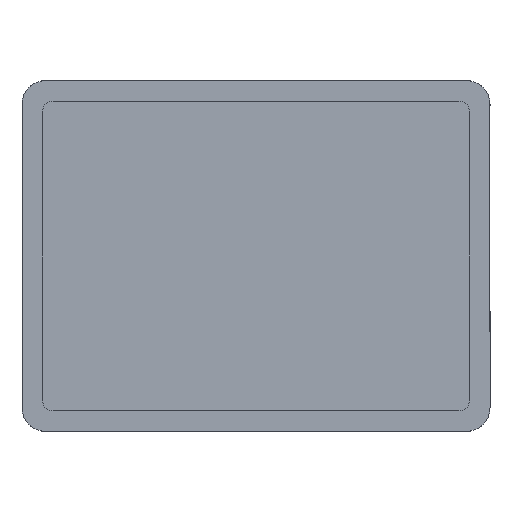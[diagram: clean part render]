
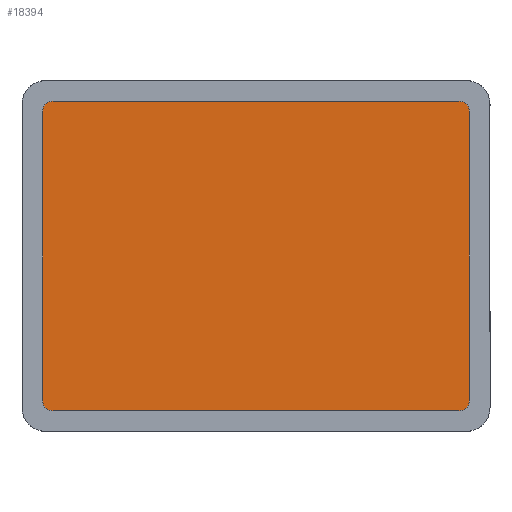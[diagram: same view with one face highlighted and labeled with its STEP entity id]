
A CAD part, front view. The second image highlights one B-rep face of the part: STEP entity #18394.
In plain terms, the highlighted planar face has unit normal (0, -1, 0).
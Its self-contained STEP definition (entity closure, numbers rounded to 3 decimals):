
#45 = DIRECTION ( 'NONE',  ( 0., 0., 1. ) ) ;
#270 = EDGE_CURVE ( 'NONE', #17851, #11266, #10140, .T. ) ;
#839 = ORIENTED_EDGE ( 'NONE', *, *, #18489, .F. ) ;
#914 = ORIENTED_EDGE ( 'NONE', *, *, #8720, .F. ) ;
#917 = VERTEX_POINT ( 'NONE', #14526 ) ;
#1307 = EDGE_CURVE ( 'NONE', #10275, #14886, #10178, .T. ) ;
#1427 = AXIS2_PLACEMENT_3D ( 'NONE', #16129, #2010, #12871 ) ;
#1688 = CARTESIAN_POINT ( 'NONE',  ( -182., 0., 123. ) ) ;
#1855 = CARTESIAN_POINT ( 'NONE',  ( -182., 0., -123. ) ) ;
#2010 = DIRECTION ( 'NONE',  ( 0., 1., 0. ) ) ;
#3194 = VECTOR ( 'NONE', #18650, 1000. ) ;
#3411 = VECTOR ( 'NONE', #3828, 1000. ) ;
#3445 = DIRECTION ( 'NONE',  ( 0., 1., 0. ) ) ;
#3711 = CARTESIAN_POINT ( 'NONE',  ( -173., 0., -132. ) ) ;
#3828 = DIRECTION ( 'NONE',  ( -1., 0., 0. ) ) ;
#3904 = LINE ( 'NONE', #13610, #9925 ) ;
#5061 = CARTESIAN_POINT ( 'NONE',  ( -173., 0., -132. ) ) ;
#5441 = DIRECTION ( 'NONE',  ( 1., 0., 0. ) ) ;
#5617 = ORIENTED_EDGE ( 'NONE', *, *, #1307, .F. ) ;
#5703 = CARTESIAN_POINT ( 'NONE',  ( 173., 0., -132. ) ) ;
#6354 = CARTESIAN_POINT ( 'NONE',  ( -173., 0., 123. ) ) ;
#6359 = DIRECTION ( 'NONE',  ( 0., 0., 1. ) ) ;
#6501 = DIRECTION ( 'NONE',  ( 0., 1., 0. ) ) ;
#6764 = ORIENTED_EDGE ( 'NONE', *, *, #14898, .F. ) ;
#7483 = DIRECTION ( 'NONE',  ( 0., 0., -1. ) ) ;
#7491 = AXIS2_PLACEMENT_3D ( 'NONE', #6354, #14473, #45 ) ;
#7771 = CARTESIAN_POINT ( 'NONE',  ( -173., 0., -123. ) ) ;
#8699 = EDGE_LOOP ( 'NONE', ( #15146, #9300, #6764, #839, #914, #17762, #5617, #10627 ) ) ;
#8720 = EDGE_CURVE ( 'NONE', #11878, #19046, #10512, .T. ) ;
#9300 = ORIENTED_EDGE ( 'NONE', *, *, #270, .F. ) ;
#9925 = VECTOR ( 'NONE', #7483, 1000. ) ;
#10140 = LINE ( 'NONE', #3711, #3411 ) ;
#10178 = CIRCLE ( 'NONE', #7491, 9. ) ;
#10275 = VERTEX_POINT ( 'NONE', #1688 ) ;
#10512 = CIRCLE ( 'NONE', #1427, 9. ) ;
#10518 = VERTEX_POINT ( 'NONE', #1855 ) ;
#10570 = AXIS2_PLACEMENT_3D ( 'NONE', #20685, #15965, #6359 ) ;
#10627 = ORIENTED_EDGE ( 'NONE', *, *, #18530, .F. ) ;
#11266 = VERTEX_POINT ( 'NONE', #5061 ) ;
#11321 = CARTESIAN_POINT ( 'NONE',  ( 182., 0., 123. ) ) ;
#11561 = FACE_OUTER_BOUND ( 'NONE', #8699, .T. ) ;
#11570 = LINE ( 'NONE', #17985, #14877 ) ;
#11816 = CIRCLE ( 'NONE', #14507, 9. ) ;
#11878 = VERTEX_POINT ( 'NONE', #13480 ) ;
#12145 = EDGE_CURVE ( 'NONE', #11266, #10518, #11816, .T. ) ;
#12871 = DIRECTION ( 'NONE',  ( 0., 0., 1. ) ) ;
#13031 = CARTESIAN_POINT ( 'NONE',  ( -173., 0., -123. ) ) ;
#13480 = CARTESIAN_POINT ( 'NONE',  ( 173., 0., 132. ) ) ;
#13481 = EDGE_CURVE ( 'NONE', #14886, #11878, #11570, .T. ) ;
#13610 = CARTESIAN_POINT ( 'NONE',  ( 182., 0., 123. ) ) ;
#14473 = DIRECTION ( 'NONE',  ( 0., 1., 0. ) ) ;
#14507 = AXIS2_PLACEMENT_3D ( 'NONE', #7771, #6501, #17463 ) ;
#14526 = CARTESIAN_POINT ( 'NONE',  ( 182., 0., -123. ) ) ;
#14877 = VECTOR ( 'NONE', #5441, 1000. ) ;
#14886 = VERTEX_POINT ( 'NONE', #19693 ) ;
#14898 = EDGE_CURVE ( 'NONE', #917, #17851, #18293, .T. ) ;
#15072 = CARTESIAN_POINT ( 'NONE',  ( -182., 0., 123. ) ) ;
#15146 = ORIENTED_EDGE ( 'NONE', *, *, #12145, .F. ) ;
#15965 = DIRECTION ( 'NONE',  ( 0., 1., 0. ) ) ;
#16088 = DIRECTION ( 'NONE',  ( 0., 0., 1. ) ) ;
#16129 = CARTESIAN_POINT ( 'NONE',  ( 173., 0., 123. ) ) ;
#17311 = AXIS2_PLACEMENT_3D ( 'NONE', #13031, #3445, #16088 ) ;
#17463 = DIRECTION ( 'NONE',  ( 0., 0., 1. ) ) ;
#17762 = ORIENTED_EDGE ( 'NONE', *, *, #13481, .F. ) ;
#17851 = VERTEX_POINT ( 'NONE', #5703 ) ;
#17865 = PLANE ( 'NONE',  #17311 ) ;
#17985 = CARTESIAN_POINT ( 'NONE',  ( -173., 0., 132. ) ) ;
#18293 = CIRCLE ( 'NONE', #10570, 9. ) ;
#18329 = LINE ( 'NONE', #15072, #3194 ) ;
#18394 = ADVANCED_FACE ( 'NONE', ( #11561 ), #17865, .F. ) ;
#18489 = EDGE_CURVE ( 'NONE', #19046, #917, #3904, .T. ) ;
#18530 = EDGE_CURVE ( 'NONE', #10518, #10275, #18329, .T. ) ;
#18650 = DIRECTION ( 'NONE',  ( 0., 0., 1. ) ) ;
#19046 = VERTEX_POINT ( 'NONE', #11321 ) ;
#19693 = CARTESIAN_POINT ( 'NONE',  ( -173., 0., 132. ) ) ;
#20685 = CARTESIAN_POINT ( 'NONE',  ( 173., 0., -123. ) ) ;
